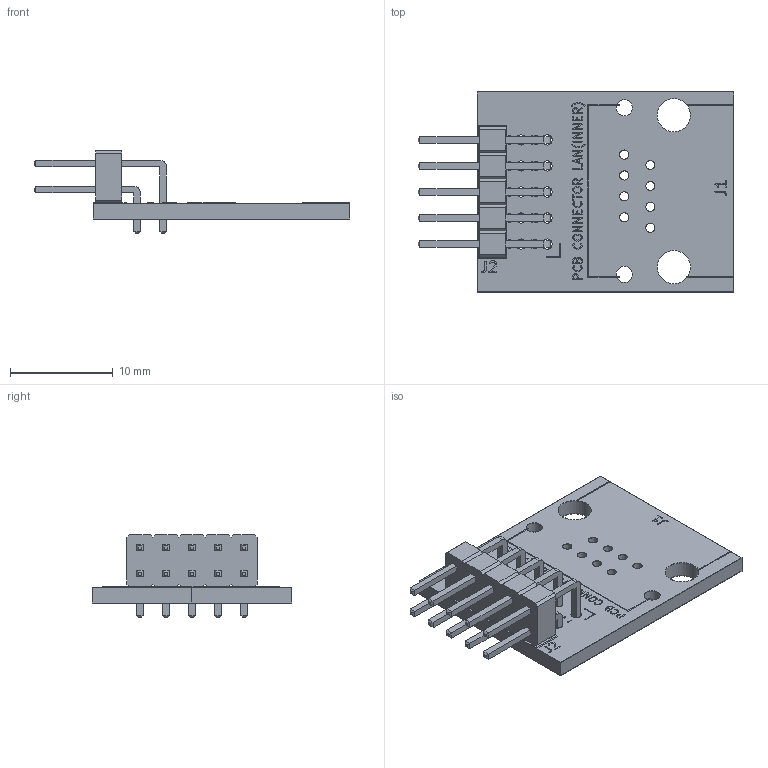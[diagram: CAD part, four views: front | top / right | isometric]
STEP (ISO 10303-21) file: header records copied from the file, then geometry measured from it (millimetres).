
FILE_DESCRIPTION(('KiCad electronic assembly'),'2;1');
FILE_NAME('pcb_connector_lan.step','2025-06-15T22:14:39',('Pcbnew'),( 'Kicad'),'Open CASCADE STEP processor 7.8','KiCad to STEP converter' ,'Unknown');
FILE_SCHEMA(('AUTOMOTIVE_DESIGN { 1 0 10303 214 1 1 1 1 }'));
Length unit declared in the file: millimetre
Products named in the file (5): pcb_connector_lan 1; PinHeader_2x05_P2.54mm_Horizontal; pcb_connector_lan_silkscreen; pcb_connector_lan_soldermask; pcb_connector_lan_PCB
Assembly tree (4 placements, depth 2):
  pcb_connector_lan 1
    PinHeader_2x05_P2.54mm_Horizontal
    pcb_connector_lan_silkscreen
    pcb_connector_lan_soldermask
    pcb_connector_lan_PCB
Bounding box: 30.79 x 19.5 x 8.08 mm (x, y, z)
Volume: 905.6 mm3; surface area: 2681 mm2
Topology: 2 solids, 51 shells, 322 faces, 1510 edges, 1261 vertices
Faces by surface type: plane 290, cylinder 32
Full cylindrical faces by diameter (mm): 0.89 x8, 1 x10, 1.57 x2, 3.25 x2
Entity records: 17734 total; most frequent: CARTESIAN_POINT 3098, DIRECTION 2460, ORIENTED_EDGE 2177, EDGE_CURVE 1510, VERTEX_POINT 1261, LINE 1214, VECTOR 1214, AXIS2_PLACEMENT_3D 623
